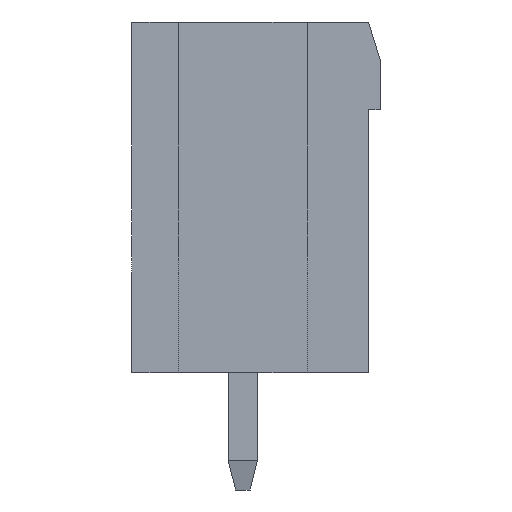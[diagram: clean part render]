
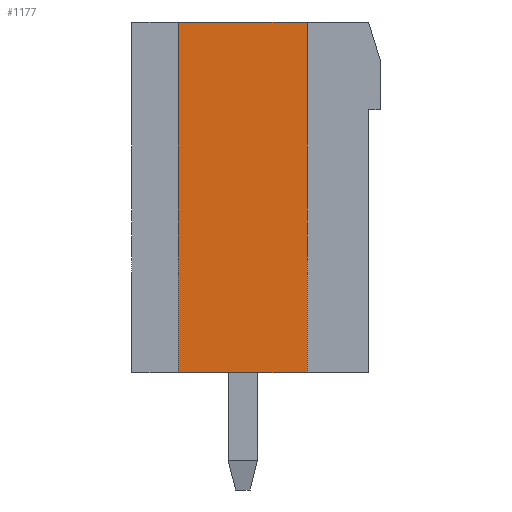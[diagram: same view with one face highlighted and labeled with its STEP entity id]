
A CAD part, left-side view. The second image highlights one B-rep face of the part: STEP entity #1177.
In plain terms, the highlighted planar face has unit normal (-1, 0, 0).
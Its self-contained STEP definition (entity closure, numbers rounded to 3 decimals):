
#1177 = ADVANCED_FACE( '', ( #2348 ), #2349, .T. );
#2348 = FACE_OUTER_BOUND( '', #3515, .T. );
#2349 = PLANE( '', #3516 );
#3515 = EDGE_LOOP( '', ( #6781, #6782, #6783, #6784 ) );
#3516 = AXIS2_PLACEMENT_3D( '', #6785, #6786, #6787 );
#6781 = ORIENTED_EDGE( '', *, *, #8269, .T. );
#6782 = ORIENTED_EDGE( '', *, *, #8195, .F. );
#6783 = ORIENTED_EDGE( '', *, *, #7518, .F. );
#6784 = ORIENTED_EDGE( '', *, *, #8107, .F. );
#6785 = CARTESIAN_POINT( '', ( -35.37, 2.45, -67.036 ) );
#6786 = DIRECTION( '', ( -1., 0., 0. ) );
#6787 = DIRECTION( '', ( 0., 0., 1. ) );
#7518 = EDGE_CURVE( '', #9202, #9203, #9204, .T. );
#8107 = EDGE_CURVE( '', #10080, #9202, #10082, .T. );
#8195 = EDGE_CURVE( '', #9203, #10203, #10204, .T. );
#8269 = EDGE_CURVE( '', #10080, #10203, #10298, .T. );
#9202 = VERTEX_POINT( '', #11698 );
#9203 = VERTEX_POINT( '', #11699 );
#9204 = LINE( '', #11700, #11701 );
#10080 = VERTEX_POINT( '', #13102 );
#10082 = LINE( '', #13105, #13106 );
#10203 = VERTEX_POINT( '', #13290 );
#10204 = LINE( '', #13291, #13292 );
#10298 = LINE( '', #13429, #13430 );
#11698 = CARTESIAN_POINT( '', ( -35.37, 2.45, -6. ) );
#11699 = CARTESIAN_POINT( '', ( -35.37, 2.45, 6. ) );
#11700 = CARTESIAN_POINT( '', ( -35.37, 2.45, -67.036 ) );
#11701 = VECTOR( '', #14191, 1000. );
#13102 = CARTESIAN_POINT( '', ( -35.37, -1.95, -6. ) );
#13105 = CARTESIAN_POINT( '', ( -35.37, 4.05, -6. ) );
#13106 = VECTOR( '', #14685, 1000. );
#13290 = CARTESIAN_POINT( '', ( -35.37, -1.95, 6. ) );
#13291 = CARTESIAN_POINT( '', ( -35.37, 2.45, 6. ) );
#13292 = VECTOR( '', #14764, 1000. );
#13429 = CARTESIAN_POINT( '', ( -35.37, -1.95, -67.036 ) );
#13430 = VECTOR( '', #14826, 1000. );
#14191 = DIRECTION( '', ( 0., 0., 1. ) );
#14685 = DIRECTION( '', ( 0., 1., 0. ) );
#14764 = DIRECTION( '', ( 0., -1., 0. ) );
#14826 = DIRECTION( '', ( 0., 0., 1. ) );
